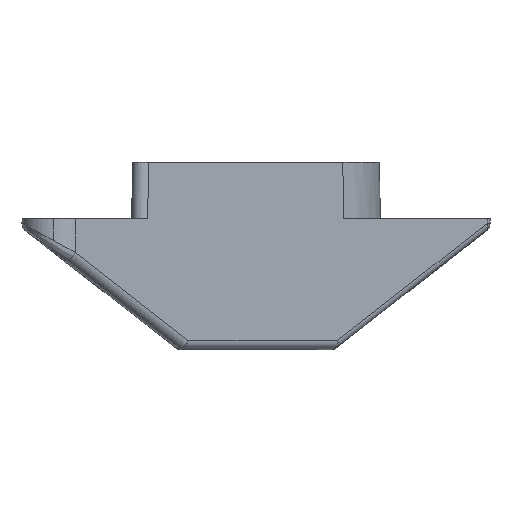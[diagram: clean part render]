
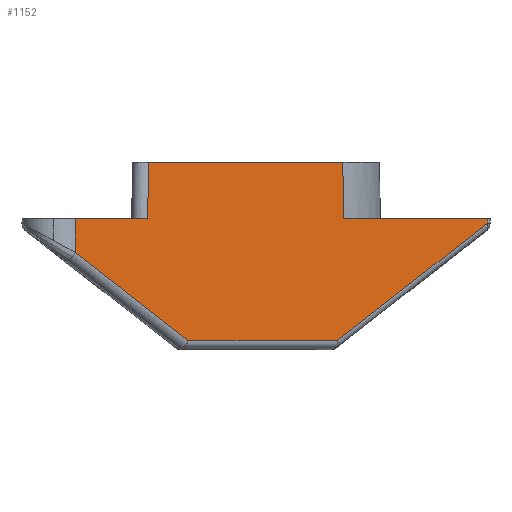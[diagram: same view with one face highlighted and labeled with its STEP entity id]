
A CAD part, front view. The second image highlights one B-rep face of the part: STEP entity #1152.
In plain terms, the highlighted planar face has unit normal (0.707, -0.707, 0).
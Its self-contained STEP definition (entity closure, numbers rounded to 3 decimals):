
#6 = VECTOR ( 'NONE', #1417, 1000. ) ;
#23 = CARTESIAN_POINT ( 'NONE',  ( -3.469, -9.055, 0. ) ) ;
#33 = ORIENTED_EDGE ( 'NONE', *, *, #1427, .F. ) ;
#66 = LINE ( 'NONE', #1149, #1026 ) ;
#94 = CARTESIAN_POINT ( 'NONE',  ( 7.404, 1.818, -4.2 ) ) ;
#102 = LINE ( 'NONE', #1347, #1088 ) ;
#113 = VECTOR ( 'NONE', #169, 1000. ) ;
#114 = DIRECTION ( 'NONE',  ( 0.707, 0.707, 0. ) ) ;
#125 = EDGE_CURVE ( 'NONE', #289, #1571, #924, .T. ) ;
#131 = CARTESIAN_POINT ( 'NONE',  ( 10.057, 4.471, -4.2 ) ) ;
#150 = VERTEX_POINT ( 'NONE', #1008 ) ;
#156 = CARTESIAN_POINT ( 'NONE',  ( -3.438, -9.024, 1.8 ) ) ;
#169 = DIRECTION ( 'NONE',  ( -0.707, -0.707, 0. ) ) ;
#182 = VERTEX_POINT ( 'NONE', #1721 ) ;
#204 = LINE ( 'NONE', #1099, #113 ) ;
#225 = VECTOR ( 'NONE', #114, 1000. ) ;
#241 = CARTESIAN_POINT ( 'NONE',  ( -3.469, -9.055, 0. ) ) ;
#281 = PLANE ( 'NONE',  #571 ) ;
#289 = VERTEX_POINT ( 'NONE', #1078 ) ;
#321 = VERTEX_POINT ( 'NONE', #156 ) ;
#328 = EDGE_CURVE ( 'NONE', #735, #1533, #1654, .T. ) ;
#345 = EDGE_CURVE ( 'NONE', #150, #735, #1635, .T. ) ;
#365 = CARTESIAN_POINT ( 'NONE',  ( 10.057, 4.471, 0. ) ) ;
#368 = DIRECTION ( 'NONE',  ( -0.619, -0.619, -0.484 ) ) ;
#418 = ORIENTED_EDGE ( 'NONE', *, *, #125, .F. ) ;
#513 = EDGE_CURVE ( 'NONE', #150, #321, #204, .T. ) ;
#537 = DIRECTION ( 'NONE',  ( -0.707, 0.707, 0. ) ) ;
#561 = DIRECTION ( 'NONE',  ( 0.017, 0.017, -1. ) ) ;
#570 = LINE ( 'NONE', #1146, #1150 ) ;
#571 = AXIS2_PLACEMENT_3D ( 'NONE', #131, #537, #1323 ) ;
#583 = LINE ( 'NONE', #94, #6 ) ;
#618 = FACE_OUTER_BOUND ( 'NONE', #1128, .T. ) ;
#622 = ORIENTED_EDGE ( 'NONE', *, *, #345, .F. ) ;
#638 = LINE ( 'NONE', #1710, #1279 ) ;
#640 = ORIENTED_EDGE ( 'NONE', *, *, #757, .F. ) ;
#704 = VERTEX_POINT ( 'NONE', #999 ) ;
#712 = VERTEX_POINT ( 'NONE', #1390 ) ;
#729 = EDGE_CURVE ( 'NONE', #712, #182, #570, .T. ) ;
#730 = ORIENTED_EDGE ( 'NONE', *, *, #729, .F. ) ;
#735 = VERTEX_POINT ( 'NONE', #872 ) ;
#757 = EDGE_CURVE ( 'NONE', #1533, #712, #583, .T. ) ;
#796 = CARTESIAN_POINT ( 'NONE',  ( 10.057, 4.471, 0. ) ) ;
#822 = ORIENTED_EDGE ( 'NONE', *, *, #1052, .F. ) ;
#872 = CARTESIAN_POINT ( 'NONE',  ( 2.809, -2.777, 0. ) ) ;
#924 = LINE ( 'NONE', #365, #225 ) ;
#960 = DIRECTION ( 'NONE',  ( 0.017, 0.017, 1. ) ) ;
#983 = EDGE_CURVE ( 'NONE', #1571, #321, #1204, .T. ) ;
#999 = CARTESIAN_POINT ( 'NONE',  ( -2.185, -7.771, -3.9 ) ) ;
#1008 = CARTESIAN_POINT ( 'NONE',  ( 2.778, -2.808, 1.8 ) ) ;
#1026 = VECTOR ( 'NONE', #1258, 1000. ) ;
#1052 = EDGE_CURVE ( 'NONE', #1701, #289, #102, .T. ) ;
#1065 = DIRECTION ( 'NONE',  ( 0.707, 0.707, 0. ) ) ;
#1078 = CARTESIAN_POINT ( 'NONE',  ( -5.785, -11.371, 0. ) ) ;
#1088 = VECTOR ( 'NONE', #1372, 1000. ) ;
#1099 = CARTESIAN_POINT ( 'NONE',  ( 2.778, -2.808, 1.8 ) ) ;
#1128 = EDGE_LOOP ( 'NONE', ( #622, #1145, #1415, #418, #822, #33, #1260, #730, #640, #1298 ) ) ;
#1136 = EDGE_CURVE ( 'NONE', #182, #704, #638, .T. ) ;
#1145 = ORIENTED_EDGE ( 'NONE', *, *, #513, .T. ) ;
#1146 = CARTESIAN_POINT ( 'NONE',  ( 7.404, 1.818, -0.154 ) ) ;
#1149 = CARTESIAN_POINT ( 'NONE',  ( -2.185, -7.771, -3.9 ) ) ;
#1150 = VECTOR ( 'NONE', #368, 1000. ) ;
#1152 = ADVANCED_FACE ( 'NONE', ( #618 ), #281, .F. ) ;
#1159 = VECTOR ( 'NONE', #960, 1000. ) ;
#1190 = VECTOR ( 'NONE', #1065, 1000. ) ;
#1204 = LINE ( 'NONE', #23, #1159 ) ;
#1258 = DIRECTION ( 'NONE',  ( -0.619, -0.619, 0.484 ) ) ;
#1260 = ORIENTED_EDGE ( 'NONE', *, *, #1136, .F. ) ;
#1279 = VECTOR ( 'NONE', #1699, 1000. ) ;
#1298 = ORIENTED_EDGE ( 'NONE', *, *, #328, .F. ) ;
#1310 = CARTESIAN_POINT ( 'NONE',  ( 2.778, -2.808, 1.8 ) ) ;
#1323 = DIRECTION ( 'NONE',  ( -0.707, -0.707, 0. ) ) ;
#1347 = CARTESIAN_POINT ( 'NONE',  ( -5.785, -11.371, -4.2 ) ) ;
#1372 = DIRECTION ( 'NONE',  ( 0., 0., 1. ) ) ;
#1390 = CARTESIAN_POINT ( 'NONE',  ( 7.404, 1.818, -0.154 ) ) ;
#1415 = ORIENTED_EDGE ( 'NONE', *, *, #983, .F. ) ;
#1417 = DIRECTION ( 'NONE',  ( 0., 0., -1. ) ) ;
#1426 = CARTESIAN_POINT ( 'NONE',  ( 7.404, 1.818, 0. ) ) ;
#1427 = EDGE_CURVE ( 'NONE', #704, #1701, #66, .T. ) ;
#1533 = VERTEX_POINT ( 'NONE', #1426 ) ;
#1563 = CARTESIAN_POINT ( 'NONE',  ( -5.785, -11.371, -1.087 ) ) ;
#1571 = VERTEX_POINT ( 'NONE', #241 ) ;
#1610 = VECTOR ( 'NONE', #561, 1000. ) ;
#1635 = LINE ( 'NONE', #1310, #1610 ) ;
#1654 = LINE ( 'NONE', #796, #1190 ) ;
#1699 = DIRECTION ( 'NONE',  ( -0.707, -0.707, 0. ) ) ;
#1701 = VERTEX_POINT ( 'NONE', #1563 ) ;
#1710 = CARTESIAN_POINT ( 'NONE',  ( 10.057, 4.471, -3.9 ) ) ;
#1721 = CARTESIAN_POINT ( 'NONE',  ( 2.609, -2.977, -3.9 ) ) ;
